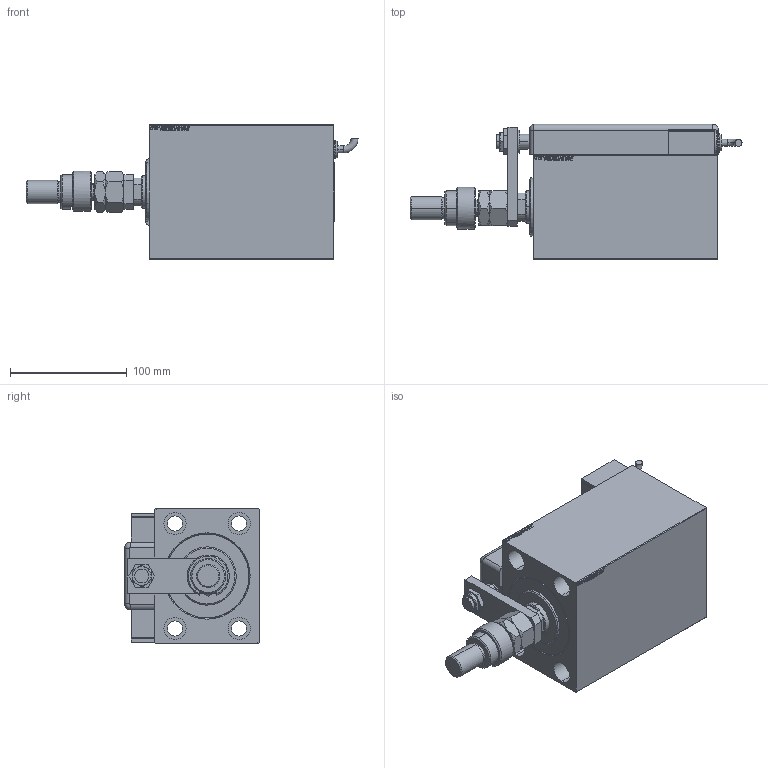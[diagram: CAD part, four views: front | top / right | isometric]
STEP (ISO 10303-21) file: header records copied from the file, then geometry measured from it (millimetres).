
FILE_DESCRIPTION (( 'STEP AP203' ), '1' );
FILE_NAME ('eeec.STEP', '2021-11-01T19:55:53', ( '' ), ( '' ), 'SwSTEP 2.0', 'SolidWorks 2019', '' );
FILE_SCHEMA (( 'CONFIG_CONTROL_DESIGN' ));
Length unit declared in the file: millimetre
Products named in the file (16): eeec; NUT_D13 c51f13cc3fd79dd73c77e3bc317ebd3f; MAGNETIC SWITCH Q c51f13cc3fd79dd73c77e3bc317ebd3f; SWITCH DIM A_G c51f13cc3fd79dd73c77e3bc317ebd3f; TYC c51f13cc3fd79dd73c77e3bc317ebd3f; ZARAZKA_Q c51f13cc3fd79dd73c77e3bc317ebd3f; FEMALE_PART_FOR_DFA c51f13cc3fd79dd73c77e3bc317ebd3f; KRYT c51f13cc3fd79dd73c77e3bc317ebd3f; MFA c51f13cc3fd79dd73c77e3bc317ebd3f; V450CM_C_VCP c51f13cc3fd79dd73c77e3bc317ebd3f; NUT_D19 c51f13cc3fd79dd73c77e3bc317ebd3f; V450CM_C c51f13cc3fd79dd73c77e3bc317ebd3f; Q_T_W_DFA c51f13cc3fd79dd73c77e3bc317ebd3f; V450CM_VC_B c51f13cc3fd79dd73c77e3bc317ebd3f; SWITCH Q c51f13cc3fd79dd73c77e3bc317ebd3f; SWITCH_Q_FRONT_BACK c51f13cc3fd79dd73c77e3bc317ebd3f
Assembly tree (16 placements, depth 3):
  eeec
    V450CM_C c51f13cc3fd79dd73c77e3bc317ebd3f
    V450CM_C_VCP c51f13cc3fd79dd73c77e3bc317ebd3f
    V450CM_VC_B c51f13cc3fd79dd73c77e3bc317ebd3f
    MAGNETIC SWITCH Q c51f13cc3fd79dd73c77e3bc317ebd3f
      SWITCH_Q_FRONT_BACK c51f13cc3fd79dd73c77e3bc317ebd3f
      TYC c51f13cc3fd79dd73c77e3bc317ebd3f
      ZARAZKA_Q c51f13cc3fd79dd73c77e3bc317ebd3f
      SWITCH DIM A_G c51f13cc3fd79dd73c77e3bc317ebd3f
      NUT_D19 c51f13cc3fd79dd73c77e3bc317ebd3f
      NUT_D13 c51f13cc3fd79dd73c77e3bc317ebd3f
      KRYT c51f13cc3fd79dd73c77e3bc317ebd3f
      SWITCH Q c51f13cc3fd79dd73c77e3bc317ebd3f  x2
    Q_T_W_DFA c51f13cc3fd79dd73c77e3bc317ebd3f
      FEMALE_PART_FOR_DFA c51f13cc3fd79dd73c77e3bc317ebd3f
      MFA c51f13cc3fd79dd73c77e3bc317ebd3f
Bounding box: 284.76 x 115.8 x 115 mm (x, y, z)
Volume: 1553891.6 mm3; surface area: 265737 mm2
Topology: 15 solids, 15 shells, 1334 faces, 3353 edges, 2197 vertices
Faces by surface type: plane 643, bspline 471, cylinder 130, cone 62, torus 26, sphere 2
Entity records: 62719 total; most frequent: CARTESIAN_POINT 32964, ORIENTED_EDGE 6510, DIRECTION 4263, EDGE_CURVE 3255, VERTEX_POINT 2137, LINE 1887, VECTOR 1887, EDGE_LOOP 1470
